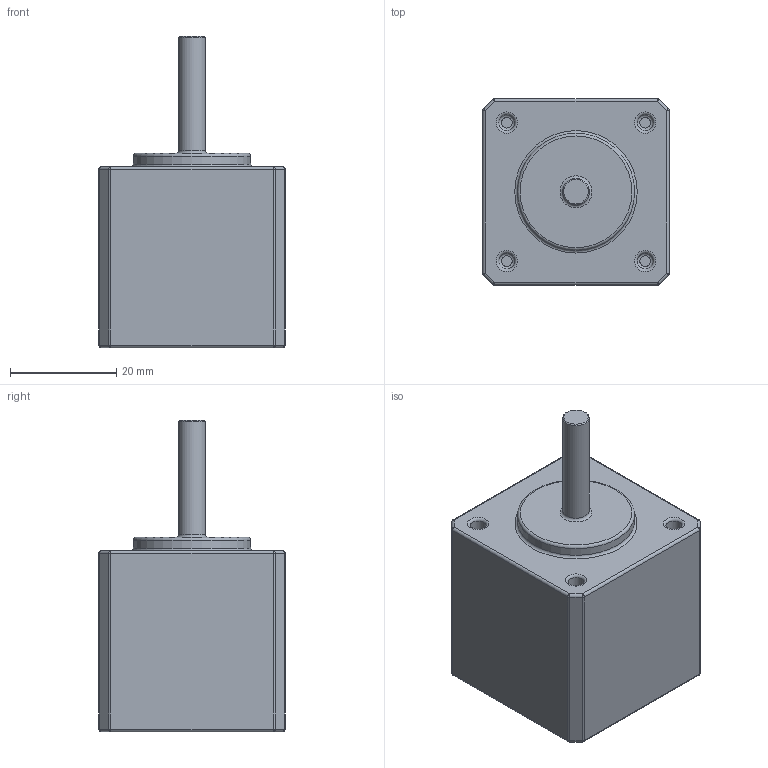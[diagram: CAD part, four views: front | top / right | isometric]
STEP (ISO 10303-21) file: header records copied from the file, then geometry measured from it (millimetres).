
FILE_DESCRIPTION(/* description */ (''),/* implementation_level */ '2;1');
FILE_NAME(/* name */ 'Nema 14 v3.stp',/* time_stamp */ '2020-12-05T17:55:36+01:00',/* author */ (''),/* organization */ (''),/* preprocessor_version */ 'ST-DEVELOPER v18.1',/* originating_system */ 'Autodesk Translation Framework v9.3.0.1241',/* authorisation */ '');
FILE_SCHEMA (('AUTOMOTIVE_DESIGN { 1 0 10303 214 3 1 1 }'));
Length unit declared in the file: millimetre
Products named in the file (1): Nema 14
Bounding box: 35 x 35 x 58.5 mm (x, y, z)
Volume: 42462 mm3; surface area: 7814.9 mm2
Topology: 1 solids, 1 shells, 74 faces, 139 edges, 73 vertices
Faces by surface type: cylinder 30, plane 16, sphere 16, torus 11, cone 1
Full cylindrical faces by diameter (mm): 3 x4, 5 x1, 22 x1
Entity records: 1855 total; most frequent: DIRECTION 373, CARTESIAN_POINT 287, ORIENTED_EDGE 278, AXIS2_PLACEMENT_3D 159, EDGE_CURVE 139, CIRCLE 84, EDGE_LOOP 80, FACE_OUTER_BOUND 74
